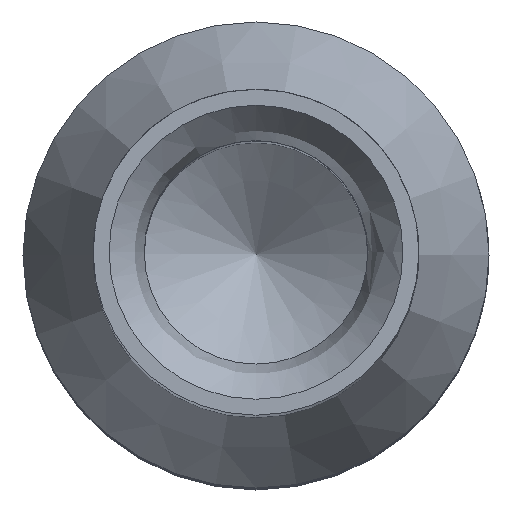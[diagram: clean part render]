
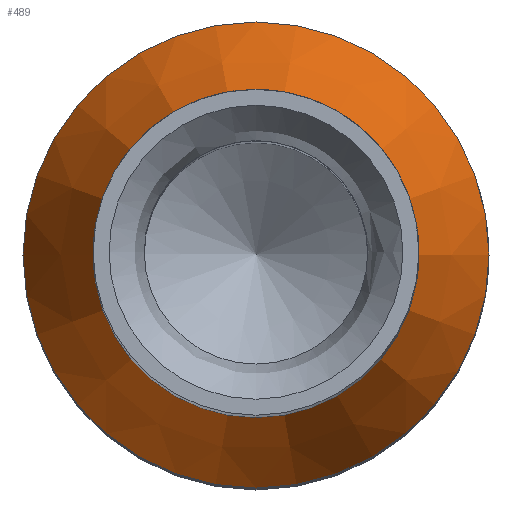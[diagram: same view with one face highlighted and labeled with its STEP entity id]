
A CAD part, top view. The second image highlights one B-rep face of the part: STEP entity #489.
In plain terms, the highlighted conical face has half-angle 24.513 degrees and reference radius 1.752 mm.
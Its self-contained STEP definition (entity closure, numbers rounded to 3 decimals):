
#385=CONICAL_SURFACE('',#3297,1.752,24.513);
#489=ADVANCED_FACE('',(#715,#716),#385,.T.);
#715=FACE_BOUND('',#787,.T.);
#716=FACE_BOUND('',#788,.T.);
#787=EDGE_LOOP('',(#1030));
#788=EDGE_LOOP('',(#1031));
#1030=ORIENTED_EDGE('',*,*,#1890,.T.);
#1031=ORIENTED_EDGE('',*,*,#1889,.F.);
#1659=VERTEX_POINT('',#4836);
#1660=VERTEX_POINT('',#4839);
#1889=EDGE_CURVE('',#1659,#1659,#2228,.T.);
#1890=EDGE_CURVE('',#1660,#1660,#2229,.T.);
#2228=CIRCLE('',#3294,1.752);
#2229=CIRCLE('',#3296,0.902);
#3294=AXIS2_PLACEMENT_3D('',#4835,#3715,#3716);
#3296=AXIS2_PLACEMENT_3D('',#4838,#3719,#3720);
#3297=AXIS2_PLACEMENT_3D('',#4840,#3721,#3722);
#3715=DIRECTION('',(0.,0.,-1.));
#3716=DIRECTION('',(-1.,0.,0.));
#3719=DIRECTION('',(0.,0.,-1.));
#3720=DIRECTION('',(-1.,0.,0.));
#3721=DIRECTION('',(0.,0.,-1.));
#3722=DIRECTION('',(-1.,0.,0.));
#4835=CARTESIAN_POINT('',(0.,0.,9.5));
#4836=CARTESIAN_POINT('',(-1.752,0.,9.5));
#4838=CARTESIAN_POINT('',(0.,0.,11.364));
#4839=CARTESIAN_POINT('',(-0.902,0.,11.364));
#4840=CARTESIAN_POINT('',(0.,0.,9.5));
